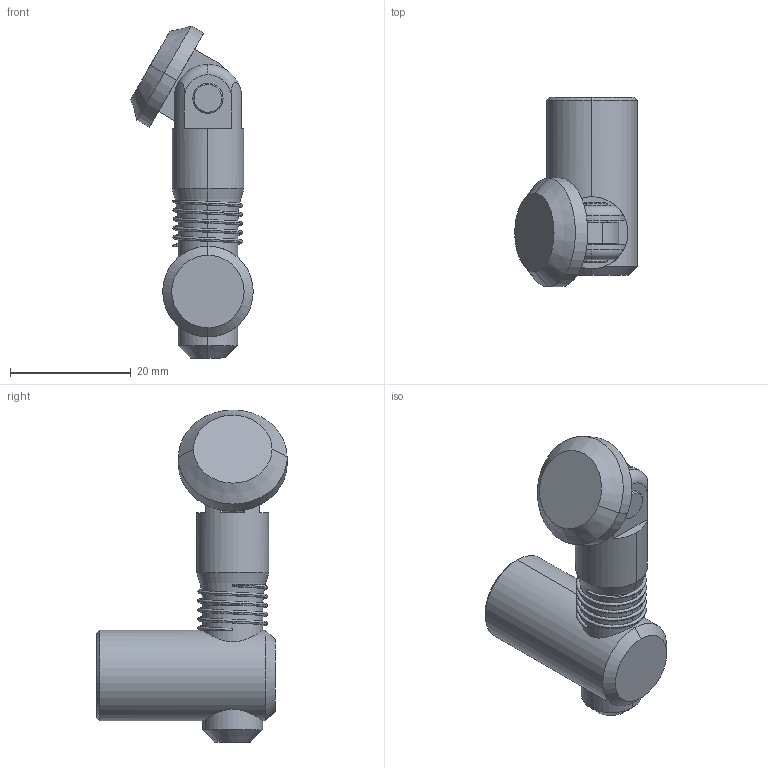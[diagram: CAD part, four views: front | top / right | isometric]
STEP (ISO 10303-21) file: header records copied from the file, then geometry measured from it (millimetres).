
FILE_DESCRIPTION (( 'STEP AP203' ), '1' );
FILE_NAME ('AL-3.11.45.04 Áûñòðîñú¸ìíûé êîííåêòîð R3-1 Ïàç 10.STEP', '2024-03-07T12:11:53', ( '' ), ( '' ), 'SwSTEP 2.0', 'SolidWorks 2021', '' );
FILE_SCHEMA (( 'CONFIG_CONTROL_DESIGN' ));
Length unit declared in the file: millimetre
Products named in the file (1): AL-3.11.45.04 Áûñòðîñú¸ìíûé êîííåêòîð R3-1 Ïàç 10
Bounding box: 20.28 x 31.5 x 54.98 mm (x, y, z)
Volume: 8531.8 mm3; surface area: 6407.6 mm2
Topology: 6 solids, 6 shells, 88 faces, 197 edges, 119 vertices
Faces by surface type: plane 33, cylinder 30, cone 18, torus 5, bspline 2
Entity records: 4175 total; most frequent: CARTESIAN_POINT 2149, DIRECTION 420, ORIENTED_EDGE 390, EDGE_CURVE 195, AXIS2_PLACEMENT_3D 164, VERTEX_POINT 119, EDGE_LOOP 98, VECTOR 92
